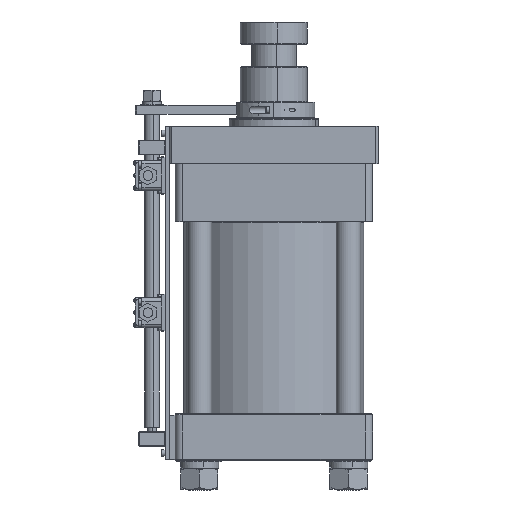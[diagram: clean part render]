
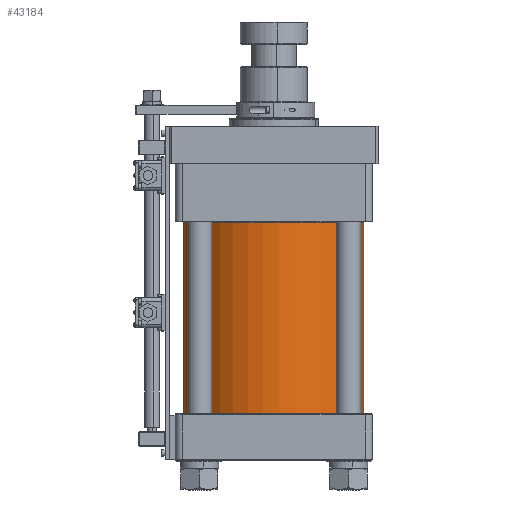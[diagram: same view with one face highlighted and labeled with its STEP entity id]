
A CAD part, left-side view. The second image highlights one B-rep face of the part: STEP entity #43184.
In plain terms, the highlighted cylindrical face has radius 121 mm (diameter 242 mm), a partial arc.
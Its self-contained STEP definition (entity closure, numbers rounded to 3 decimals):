
#35910 = CARTESIAN_POINT ( 'NONE',  ( 6618.127, -17369.164, -121. ) ) ;
#36027 = AXIS2_PLACEMENT_3D ( 'NONE', #36146, #36145, #36143 ) ;
#36030 = DIRECTION ( 'NONE',  ( 0., 0., 1. ) ) ;
#36038 = CIRCLE ( 'NONE', #36027, 121. ) ;
#36043 = AXIS2_PLACEMENT_3D ( 'NONE', #36059, #36057, #36030 ) ;
#36045 = DIRECTION ( 'NONE',  ( 0., 0., 1. ) ) ;
#36047 = DIRECTION ( 'NONE',  ( -1., 0., 0. ) ) ;
#36048 = CARTESIAN_POINT ( 'NONE',  ( 6361.127, -17369.164, 0. ) ) ;
#36050 = CYLINDRICAL_SURFACE ( 'NONE', #36043, 121. ) ;
#36057 = DIRECTION ( 'NONE',  ( -1., 0., 0. ) ) ;
#36059 = CARTESIAN_POINT ( 'NONE',  ( 6352.458, -17369.164, 0. ) ) ;
#36062 = CARTESIAN_POINT ( 'NONE',  ( 6618.127, -17369.164, 121. ) ) ;
#36064 = DIRECTION ( 'NONE',  ( -1., 0., 0. ) ) ;
#36065 = VECTOR ( 'NONE', #36064, 1000. ) ;
#36067 = CARTESIAN_POINT ( 'NONE',  ( 6352.458, -17369.164, 121. ) ) ;
#36069 = LINE ( 'NONE', #36067, #36065 ) ;
#36071 = FACE_OUTER_BOUND ( 'NONE', #43131, .T. ) ;
#36075 = CIRCLE ( 'NONE', #36080, 121. ) ;
#36080 = AXIS2_PLACEMENT_3D ( 'NONE', #36048, #36047, #36045 ) ;
#36122 = DIRECTION ( 'NONE',  ( -1., 0., 0. ) ) ;
#36124 = VECTOR ( 'NONE', #36122, 1000. ) ;
#36125 = CARTESIAN_POINT ( 'NONE',  ( 6352.458, -17369.164, -121. ) ) ;
#36127 = LINE ( 'NONE', #36125, #36124 ) ;
#36140 = CARTESIAN_POINT ( 'NONE',  ( 6361.127, -17369.164, -121. ) ) ;
#36143 = DIRECTION ( 'NONE',  ( 0., 0., 1. ) ) ;
#36145 = DIRECTION ( 'NONE',  ( -1., 0., 0. ) ) ;
#36146 = CARTESIAN_POINT ( 'NONE',  ( 6618.127, -17369.164, 0. ) ) ;
#36241 = CARTESIAN_POINT ( 'NONE',  ( 6361.127, -17369.164, 121. ) ) ;
#43069 = ORIENTED_EDGE ( 'NONE', *, *, #43174, .F. ) ;
#43117 = VERTEX_POINT ( 'NONE', #35910 ) ;
#43125 = ORIENTED_EDGE ( 'NONE', *, *, #43194, .T. ) ;
#43131 = EDGE_LOOP ( 'NONE', ( #43185, #43125, #43069, #43266 ) ) ;
#43169 = EDGE_CURVE ( 'NONE', #43189, #43257, #36069, .T. ) ;
#43174 = EDGE_CURVE ( 'NONE', #43257, #43196, #36075, .T. ) ;
#43184 = ADVANCED_FACE ( 'NONE', ( #36071 ), #36050, .T. ) ;
#43185 = ORIENTED_EDGE ( 'NONE', *, *, #43190, .T. ) ;
#43189 = VERTEX_POINT ( 'NONE', #36062 ) ;
#43190 = EDGE_CURVE ( 'NONE', #43189, #43117, #36038, .T. ) ;
#43194 = EDGE_CURVE ( 'NONE', #43117, #43196, #36127, .T. ) ;
#43196 = VERTEX_POINT ( 'NONE', #36140 ) ;
#43257 = VERTEX_POINT ( 'NONE', #36241 ) ;
#43266 = ORIENTED_EDGE ( 'NONE', *, *, #43169, .F. ) ;
